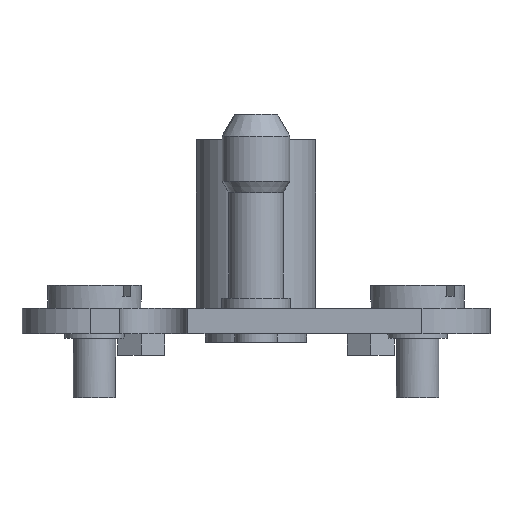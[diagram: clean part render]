
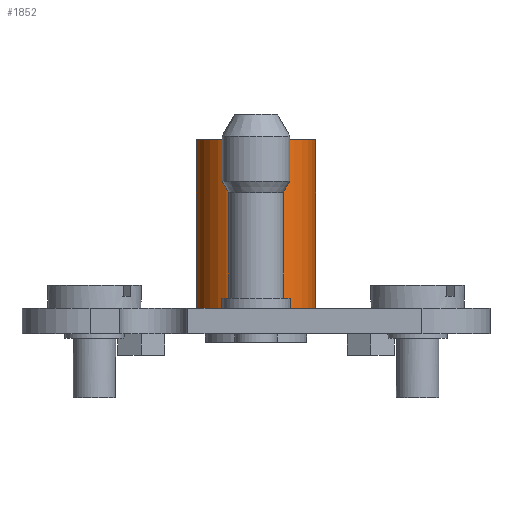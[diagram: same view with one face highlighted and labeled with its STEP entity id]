
A CAD part, left-side view. The second image highlights one B-rep face of the part: STEP entity #1852.
In plain terms, the highlighted cylindrical face has radius 7 mm (diameter 14 mm), a full revolution.
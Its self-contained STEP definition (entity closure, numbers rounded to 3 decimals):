
#1491=CYLINDRICAL_SURFACE('',#5795,7.);
#1574=FACE_BOUND('',#2460,.T.);
#1575=FACE_BOUND('',#2461,.T.);
#1732=CIRCLE('',#5789,7.);
#1736=CIRCLE('',#5794,7.);
#1852=ADVANCED_FACE('',(#1574,#1575),#1491,.T.);
#2460=EDGE_LOOP('',(#2943));
#2461=EDGE_LOOP('',(#2944));
#2943=ORIENTED_EDGE('',*,*,#4311,.T.);
#2944=ORIENTED_EDGE('',*,*,#4333,.T.);
#3917=VERTEX_POINT('',#7514);
#3939=VERTEX_POINT('',#7597);
#4311=EDGE_CURVE('',#3917,#3917,#1732,.T.);
#4333=EDGE_CURVE('',#3939,#3939,#1736,.T.);
#5789=AXIS2_PLACEMENT_3D('',#7513,#6323,#6324);
#5794=AXIS2_PLACEMENT_3D('',#7596,#6349,#6350);
#5795=AXIS2_PLACEMENT_3D('',#7598,#6351,#6352);
#6323=DIRECTION('',(0.,0.,1.));
#6324=DIRECTION('',(0.,1.,0.));
#6349=DIRECTION('',(0.,0.,-1.));
#6350=DIRECTION('',(1.,0.,0.));
#6351=DIRECTION('',(0.,0.,1.));
#6352=DIRECTION('',(0.,1.,0.));
#7513=CARTESIAN_POINT('',(34.5,0.,0.));
#7514=CARTESIAN_POINT('',(34.5,7.,0.));
#7596=CARTESIAN_POINT('',(34.5,0.,19.8));
#7597=CARTESIAN_POINT('',(41.5,0.,19.8));
#7598=CARTESIAN_POINT('',(34.5,0.,0.));
